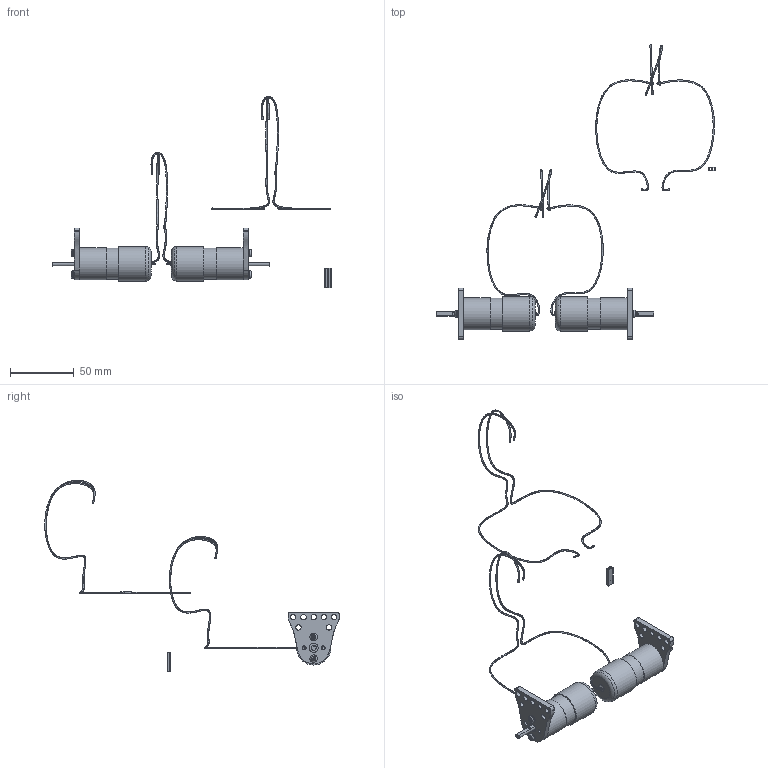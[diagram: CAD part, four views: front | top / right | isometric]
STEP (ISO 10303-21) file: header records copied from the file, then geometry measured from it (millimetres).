
FILE_DESCRIPTION( ( '' ), ' ' );
FILE_NAME( '5e2f059702a2e011b7d06c30.step', '2020-01-27T15:45:27', ( '' ), ( '' ), ' ', ' ', ' ' );
FILE_SCHEMA( ( 'AUTOMOTIVE_DESIGN { 1 0 10303 214 1 1 1 1 }' ) );
Length unit declared in the file: metre
Products named in the file (12): 14-0134 6V Motor <2>; 45-0034 Motor; 6V Motor End Cap; 14-0134 6V Motor <1>; Assem1; 11-3100 M3 Motor Screw; BBM M0 Black Wire; BBM M1 Black Wire; BBM M1 Red Wire; 45-1065 Accessory Mount; Molex 2-Wire; BBM M0 Red Wire
Assembly tree (18 placements, depth 3):
  Assem1
    11-3100 M3 Motor Screw  x4
    BBM M0 Black Wire
    BBM M1 Black Wire
    BBM M1 Red Wire
    45-1065 Accessory Mount  x2
    Molex 2-Wire  x2
    BBM M0 Red Wire
    14-0134 6V Motor <2>
      45-0034 Motor
      6V Motor End Cap
    14-0134 6V Motor <1>
      6V Motor End Cap
      45-0034 Motor
Bounding box: 217.72 x 230.45 x 149.53 mm (x, y, z)
Volume: 64754.8 mm3; surface area: 32657 mm2
Topology: 16 solids, 16 shells, 330 faces, 716 edges, 446 vertices
Faces by surface type: plane 234, cylinder 68, torus 14, bspline 6, extrusion 4, cone 4
Full cylindrical faces by diameter (mm): 1.2 x4, 2 x2, 2.9 x4, 3 x12, 4 x2, 4.2 x14, 5.9 x4, 6.45 x2, 7 x2, 7.1 x2, 24 x2, 24.4 x2, 25 x4, 27 x2
Entity records: 7059 total; most frequent: CARTESIAN_POINT 3597, DIRECTION 602, ORIENTED_EDGE 468, EDGE_CURVE 234, AXIS2_PLACEMENT_3D 225, EDGE_LOOP 214, VERTEX_POINT 174, FACE_OUTER_BOUND 168
